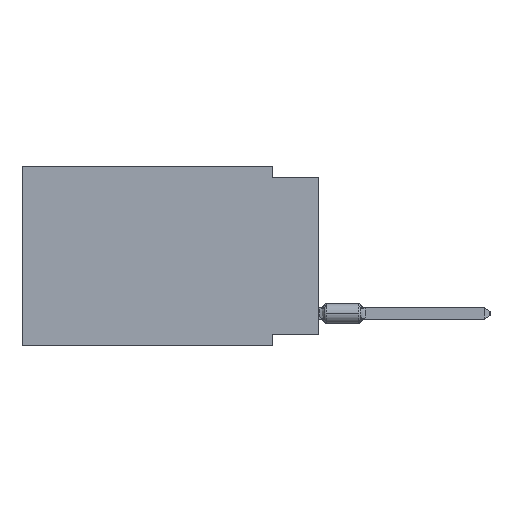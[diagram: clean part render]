
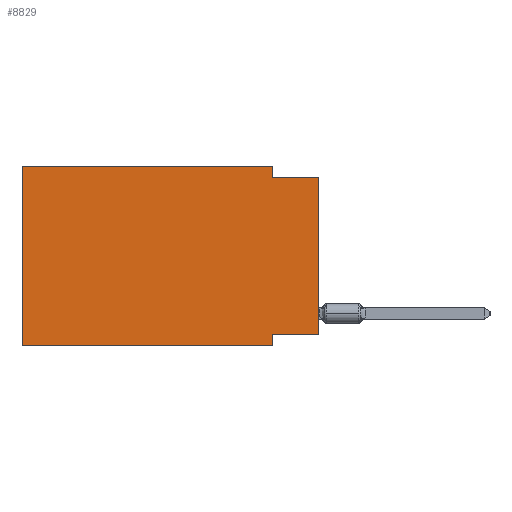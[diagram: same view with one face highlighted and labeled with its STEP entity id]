
A CAD part, left-side view. The second image highlights one B-rep face of the part: STEP entity #8829.
In plain terms, the highlighted planar face has unit normal (-1, 0, 0).
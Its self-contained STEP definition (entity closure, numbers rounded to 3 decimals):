
#79 = PLANE ( 'NONE',  #39462 ) ;
#1962 = VECTOR ( 'NONE', #28510, 1000. ) ;
#2485 = LINE ( 'NONE', #34833, #1962 ) ;
#3045 = VECTOR ( 'NONE', #38072, 1000. ) ;
#3979 = VERTEX_POINT ( 'NONE', #4873 ) ;
#3997 = VECTOR ( 'NONE', #4518, 1000. ) ;
#4497 = LINE ( 'NONE', #30735, #5235 ) ;
#4518 = DIRECTION ( 'NONE',  ( 0., 0., 1. ) ) ;
#4873 = CARTESIAN_POINT ( 'NONE',  ( 0., 16.383, 0. ) ) ;
#5021 = EDGE_CURVE ( 'NONE', #28248, #38903, #25414, .T. ) ;
#5046 = ORIENTED_EDGE ( 'NONE', *, *, #5021, .F. ) ;
#5235 = VECTOR ( 'NONE', #27705, 1000. ) ;
#5773 = CARTESIAN_POINT ( 'NONE',  ( 0., 2.54, -0.635 ) ) ;
#6231 = VERTEX_POINT ( 'NONE', #16952 ) ;
#6343 = CARTESIAN_POINT ( 'NONE',  ( 0., 16.383, 0. ) ) ;
#7503 = LINE ( 'NONE', #41168, #32174 ) ;
#7908 = LINE ( 'NONE', #33988, #30519 ) ;
#7928 = EDGE_CURVE ( 'NONE', #35079, #36938, #2485, .T. ) ;
#8181 = ORIENTED_EDGE ( 'NONE', *, *, #16339, .T. ) ;
#8829 = ADVANCED_FACE ( 'NONE', ( #15918 ), #79, .F. ) ;
#9905 = VERTEX_POINT ( 'NONE', #38314 ) ;
#10429 = ORIENTED_EDGE ( 'NONE', *, *, #34826, .T. ) ;
#10518 = EDGE_CURVE ( 'NONE', #38903, #28967, #7908, .T. ) ;
#12524 = CARTESIAN_POINT ( 'NONE',  ( 0., 0., -0.635 ) ) ;
#13081 = DIRECTION ( 'NONE',  ( 1., 0., 0. ) ) ;
#14665 = DIRECTION ( 'NONE',  ( 0., -1., 0. ) ) ;
#15241 = CARTESIAN_POINT ( 'NONE',  ( 0., 2.54, 0. ) ) ;
#15918 = FACE_OUTER_BOUND ( 'NONE', #19519, .T. ) ;
#16339 = EDGE_CURVE ( 'NONE', #35079, #28967, #4497, .T. ) ;
#16631 = ORIENTED_EDGE ( 'NONE', *, *, #41747, .F. ) ;
#16797 = CARTESIAN_POINT ( 'NONE',  ( 0., 2.54, -9.271 ) ) ;
#16952 = CARTESIAN_POINT ( 'NONE',  ( 0., 16.383, -9.906 ) ) ;
#17751 = LINE ( 'NONE', #27291, #3997 ) ;
#17943 = ORIENTED_EDGE ( 'NONE', *, *, #32112, .F. ) ;
#19519 = EDGE_LOOP ( 'NONE', ( #8181, #31109, #5046, #17943, #38409, #10429, #16631, #36751 ) ) ;
#19798 = DIRECTION ( 'NONE',  ( 0., 0., -1. ) ) ;
#25199 = DIRECTION ( 'NONE',  ( 0., 0., -1. ) ) ;
#25414 = LINE ( 'NONE', #15241, #41355 ) ;
#25844 = DIRECTION ( 'NONE',  ( 0., 0., -1. ) ) ;
#26712 = CARTESIAN_POINT ( 'NONE',  ( 0., 2.54, 0. ) ) ;
#27291 = CARTESIAN_POINT ( 'NONE',  ( 0., 16.383, 0. ) ) ;
#27705 = DIRECTION ( 'NONE',  ( 0., 0., 1. ) ) ;
#28248 = VERTEX_POINT ( 'NONE', #26712 ) ;
#28510 = DIRECTION ( 'NONE',  ( 0., 1., 0. ) ) ;
#28967 = VERTEX_POINT ( 'NONE', #12524 ) ;
#29604 = EDGE_CURVE ( 'NONE', #6231, #3979, #17751, .T. ) ;
#30519 = VECTOR ( 'NONE', #34194, 1000. ) ;
#30735 = CARTESIAN_POINT ( 'NONE',  ( 0., 0., 0. ) ) ;
#31109 = ORIENTED_EDGE ( 'NONE', *, *, #10518, .F. ) ;
#31733 = LINE ( 'NONE', #31947, #3045 ) ;
#31947 = CARTESIAN_POINT ( 'NONE',  ( 0., 16.383, -9.906 ) ) ;
#32112 = EDGE_CURVE ( 'NONE', #3979, #28248, #7503, .T. ) ;
#32174 = VECTOR ( 'NONE', #14665, 1000. ) ;
#33456 = CARTESIAN_POINT ( 'NONE',  ( 0., 0., -9.271 ) ) ;
#33988 = CARTESIAN_POINT ( 'NONE',  ( 0., 0., -0.635 ) ) ;
#34194 = DIRECTION ( 'NONE',  ( 0., -1., 0. ) ) ;
#34826 = EDGE_CURVE ( 'NONE', #6231, #9905, #31733, .T. ) ;
#34833 = CARTESIAN_POINT ( 'NONE',  ( 0., 0., -9.271 ) ) ;
#35079 = VERTEX_POINT ( 'NONE', #33456 ) ;
#36751 = ORIENTED_EDGE ( 'NONE', *, *, #7928, .F. ) ;
#36938 = VERTEX_POINT ( 'NONE', #16797 ) ;
#38072 = DIRECTION ( 'NONE',  ( 0., -1., 0. ) ) ;
#38314 = CARTESIAN_POINT ( 'NONE',  ( 0., 2.54, -9.906 ) ) ;
#38409 = ORIENTED_EDGE ( 'NONE', *, *, #29604, .F. ) ;
#38903 = VERTEX_POINT ( 'NONE', #5773 ) ;
#39335 = CARTESIAN_POINT ( 'NONE',  ( 0., 2.54, -9.906 ) ) ;
#39462 = AXIS2_PLACEMENT_3D ( 'NONE', #6343, #13081, #19798 ) ;
#39757 = LINE ( 'NONE', #39335, #42846 ) ;
#41168 = CARTESIAN_POINT ( 'NONE',  ( 0., 16.383, 0. ) ) ;
#41355 = VECTOR ( 'NONE', #25199, 1000. ) ;
#41747 = EDGE_CURVE ( 'NONE', #36938, #9905, #39757, .T. ) ;
#42846 = VECTOR ( 'NONE', #25844, 1000. ) ;
